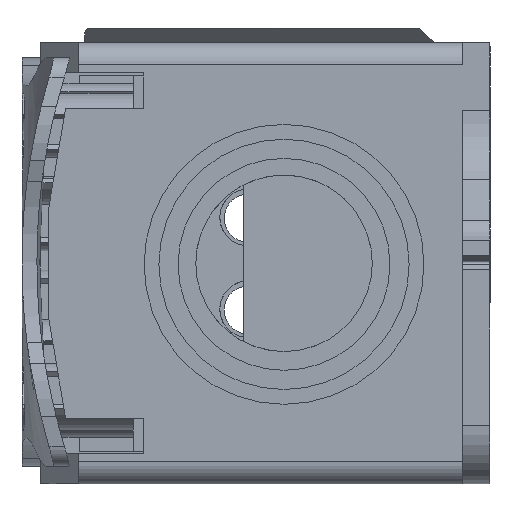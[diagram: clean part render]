
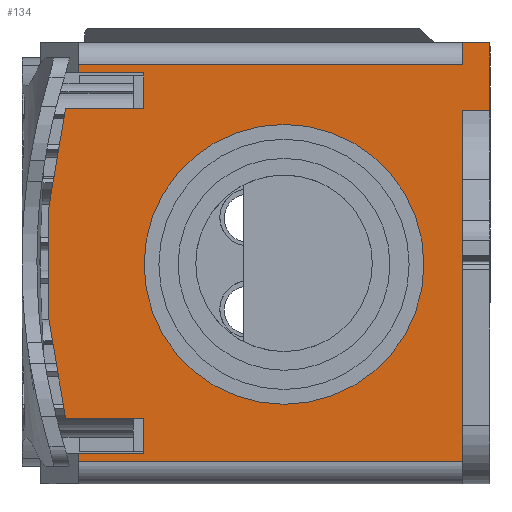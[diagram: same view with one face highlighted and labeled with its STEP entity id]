
A CAD part, left-side view. The second image highlights one B-rep face of the part: STEP entity #134.
In plain terms, the highlighted planar face has unit normal (-1, 0, 0).
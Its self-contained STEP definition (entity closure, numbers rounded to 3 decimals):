
#134=ADVANCED_FACE('',(#628,#629),#630,.F.);
#628=FACE_OUTER_BOUND('',#1590,.T.);
#629=FACE_BOUND('',#1591,.T.);
#630=PLANE('',#1592);
#1590=EDGE_LOOP('',(#3079,#3080,#3081,#3082,#3083,#3084,#3085,#3086,#3087,#3088,#3089,#3090,#3091,#3092,#3093,#3094));
#1591=EDGE_LOOP('',(#3095,#3096));
#1592=AXIS2_PLACEMENT_3D('',#3097,#3098,#3099);
#3079=ORIENTED_EDGE('',*,*,#6859,.F.);
#3080=ORIENTED_EDGE('',*,*,#6860,.F.);
#3081=ORIENTED_EDGE('',*,*,#6861,.F.);
#3082=ORIENTED_EDGE('',*,*,#6862,.F.);
#3083=ORIENTED_EDGE('',*,*,#6863,.T.);
#3084=ORIENTED_EDGE('',*,*,#6864,.F.);
#3085=ORIENTED_EDGE('',*,*,#6865,.F.);
#3086=ORIENTED_EDGE('',*,*,#6866,.F.);
#3087=ORIENTED_EDGE('',*,*,#6867,.F.);
#3088=ORIENTED_EDGE('',*,*,#6810,.T.);
#3089=ORIENTED_EDGE('',*,*,#6858,.T.);
#3090=ORIENTED_EDGE('',*,*,#6857,.F.);
#3091=ORIENTED_EDGE('',*,*,#6854,.T.);
#3092=ORIENTED_EDGE('',*,*,#6868,.F.);
#3093=ORIENTED_EDGE('',*,*,#6869,.F.);
#3094=ORIENTED_EDGE('',*,*,#6870,.F.);
#3095=ORIENTED_EDGE('',*,*,#6871,.F.);
#3096=ORIENTED_EDGE('',*,*,#6674,.F.);
#3097=CARTESIAN_POINT('',(-37.263,23.311,-17.201));
#3098=DIRECTION('',(1.0,0.0,0.));
#3099=DIRECTION('',(0.,0.0,-1.0));
#6674=EDGE_CURVE('',#7994,#7996,#7997,.T.);
#6810=EDGE_CURVE('',#8250,#8248,#8251,.T.);
#6854=EDGE_CURVE('',#8334,#8332,#8335,.T.);
#6857=EDGE_CURVE('',#8334,#8337,#8339,.T.);
#6858=EDGE_CURVE('',#8248,#8337,#8340,.T.);
#6859=EDGE_CURVE('',#8341,#8342,#8343,.T.);
#6860=EDGE_CURVE('',#8344,#8341,#8345,.T.);
#6861=EDGE_CURVE('',#8346,#8344,#8347,.T.);
#6862=EDGE_CURVE('',#8348,#8346,#8349,.T.);
#6863=EDGE_CURVE('',#8348,#8350,#8351,.T.);
#6864=EDGE_CURVE('',#8352,#8350,#8353,.T.);
#6865=EDGE_CURVE('',#8354,#8352,#8355,.T.);
#6866=EDGE_CURVE('',#8356,#8354,#8357,.T.);
#6867=EDGE_CURVE('',#8250,#8356,#8358,.T.);
#6868=EDGE_CURVE('',#8359,#8332,#8360,.T.);
#6869=EDGE_CURVE('',#8361,#8359,#8362,.T.);
#6870=EDGE_CURVE('',#8342,#8361,#8363,.T.);
#6871=EDGE_CURVE('',#7996,#7994,#8364,.T.);
#7994=VERTEX_POINT('',#10163);
#7996=VERTEX_POINT('',#10166);
#7997=CIRCLE('',#10167,15.1);
#8248=VERTEX_POINT('',#10496);
#8250=VERTEX_POINT('',#10499);
#8251=LINE('',#10500,#10501);
#8332=VERTEX_POINT('',#10617);
#8334=VERTEX_POINT('',#10620);
#8335=LINE('',#10621,#10622);
#8337=VERTEX_POINT('',#10624);
#8339=LINE('',#10626,#10627);
#8340=LINE('',#10628,#10629);
#8341=VERTEX_POINT('',#10630);
#8342=VERTEX_POINT('',#10631);
#8343=CIRCLE('',#10632,67.183);
#8344=VERTEX_POINT('',#10633);
#8345=LINE('',#10634,#10635);
#8346=VERTEX_POINT('',#10636);
#8347=LINE('',#10637,#10638);
#8348=VERTEX_POINT('',#10639);
#8349=LINE('',#10640,#10641);
#8350=VERTEX_POINT('',#10642);
#8351=LINE('',#10643,#10644);
#8352=VERTEX_POINT('',#10645);
#8353=LINE('',#10646,#10647);
#8354=VERTEX_POINT('',#10648);
#8355=LINE('',#10649,#10650);
#8356=VERTEX_POINT('',#10651);
#8357=LINE('',#10652,#10653);
#8358=LINE('',#10654,#10655);
#8359=VERTEX_POINT('',#10656);
#8360=LINE('',#10657,#10658);
#8361=VERTEX_POINT('',#10659);
#8362=LINE('',#10660,#10661);
#8363=LINE('',#10662,#10663);
#8364=CIRCLE('',#10664,15.1);
#10163=CARTESIAN_POINT('',(-37.263,-2.927,21.597));
#10166=CARTESIAN_POINT('',(-37.263,-2.927,-8.603));
#10167=AXIS2_PLACEMENT_3D('',#14215,#14216,#14217);
#10496=CARTESIAN_POINT('',(-37.263,-22.231,30.398));
#10499=CARTESIAN_POINT('',(-37.263,-25.152,30.398));
#10500=CARTESIAN_POINT('',(-37.263,23.311,30.398));
#10501=VECTOR('',#14465,1000.0);
#10617=CARTESIAN_POINT('',(-37.263,19.24,27.147));
#10620=CARTESIAN_POINT('',(-37.263,19.24,28.011));
#10621=CARTESIAN_POINT('',(-37.263,19.24,-18.88));
#10622=VECTOR('',#14523,1000.0);
#10624=CARTESIAN_POINT('',(-37.263,-22.231,28.011));
#10626=CARTESIAN_POINT('',(-37.263,23.311,28.011));
#10627=VECTOR('',#14530,1000.0);
#10628=CARTESIAN_POINT('',(-37.263,-22.231,30.398));
#10629=VECTOR('',#14531,1000.0);
#10630=CARTESIAN_POINT('',(-37.263,20.637,-10.115));
#10631=CARTESIAN_POINT('',(-37.263,20.637,23.337));
#10632=AXIS2_PLACEMENT_3D('',#14532,#14533,#14534);
#10633=CARTESIAN_POINT('',(-37.263,12.212,-10.115));
#10634=CARTESIAN_POINT('',(-37.263,23.311,-10.115));
#10635=VECTOR('',#14535,1000.0);
#10636=CARTESIAN_POINT('',(-37.263,12.212,-13.925));
#10637=CARTESIAN_POINT('',(-37.263,12.212,-17.201));
#10638=VECTOR('',#14536,1000.0);
#10639=CARTESIAN_POINT('',(-37.263,19.24,-13.925));
#10640=CARTESIAN_POINT('',(-37.263,23.311,-13.925));
#10641=VECTOR('',#14537,1000.0);
#10642=CARTESIAN_POINT('',(-37.263,19.24,-14.814));
#10643=CARTESIAN_POINT('',(-37.263,19.24,32.103));
#10644=VECTOR('',#14538,1000.0);
#10645=CARTESIAN_POINT('',(-37.263,-22.231,-14.814));
#10646=CARTESIAN_POINT('',(-37.263,23.311,-14.814));
#10647=VECTOR('',#14539,1000.0);
#10648=CARTESIAN_POINT('',(-37.263,-22.231,23.083));
#10649=CARTESIAN_POINT('',(-37.263,-22.231,-17.201));
#10650=VECTOR('',#14540,1000.0);
#10651=CARTESIAN_POINT('',(-37.263,-25.152,23.083));
#10652=CARTESIAN_POINT('',(-37.263,23.311,23.083));
#10653=VECTOR('',#14541,1000.0);
#10654=CARTESIAN_POINT('',(-37.263,-25.152,-17.201));
#10655=VECTOR('',#14542,1000.0);
#10656=CARTESIAN_POINT('',(-37.263,12.212,27.147));
#10657=CARTESIAN_POINT('',(-37.263,23.311,27.147));
#10658=VECTOR('',#14543,1000.0);
#10659=CARTESIAN_POINT('',(-37.263,12.212,23.337));
#10660=CARTESIAN_POINT('',(-37.263,12.212,-17.201));
#10661=VECTOR('',#14544,1000.0);
#10662=CARTESIAN_POINT('',(-37.263,23.311,23.337));
#10663=VECTOR('',#14545,1000.0);
#10664=AXIS2_PLACEMENT_3D('',#14546,#14547,#14548);
#14215=CARTESIAN_POINT('',(-37.263,-2.927,6.497));
#14216=DIRECTION('',(-1.0,0.0,0.0));
#14217=DIRECTION('',(0.0,0.0,-1.0));
#14465=DIRECTION('',(0.0,1.0,0.0));
#14523=DIRECTION('',(0.0,0.0,-1.0));
#14530=DIRECTION('',(0.0,-1.0,0.0));
#14531=DIRECTION('',(0.0,0.0,-1.0));
#14532=CARTESIAN_POINT('',(-37.263,-44.43,6.611));
#14533=DIRECTION('',(1.0,0.,0.));
#14534=DIRECTION('',(0.,0.,1.0));
#14535=DIRECTION('',(0.0,1.0,0.0));
#14536=DIRECTION('',(0.,0.0,1.0));
#14537=DIRECTION('',(-0.0,-1.0,-0.0));
#14538=DIRECTION('',(0.0,0.0,-1.0));
#14539=DIRECTION('',(0.0,1.0,0.0));
#14540=DIRECTION('',(0.,0.0,-1.0));
#14541=DIRECTION('',(0.0,1.0,0.0));
#14542=DIRECTION('',(0.,0.0,-1.0));
#14543=DIRECTION('',(0.0,1.0,0.0));
#14544=DIRECTION('',(0.,0.0,1.0));
#14545=DIRECTION('',(-0.0,-1.0,-0.0));
#14546=CARTESIAN_POINT('',(-37.263,-2.927,6.497));
#14547=DIRECTION('',(-1.0,0.0,0.0));
#14548=DIRECTION('',(0.0,0.0,-1.0));
